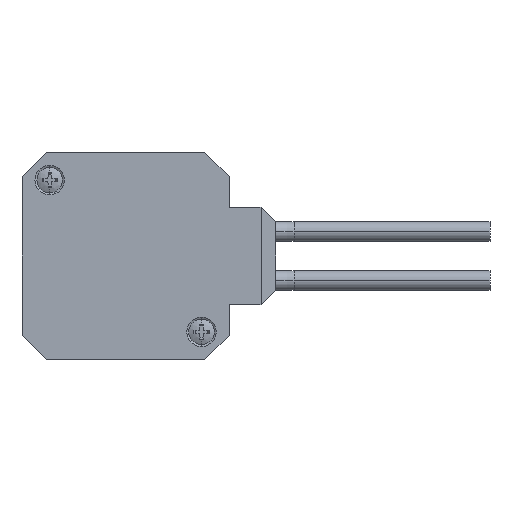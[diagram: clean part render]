
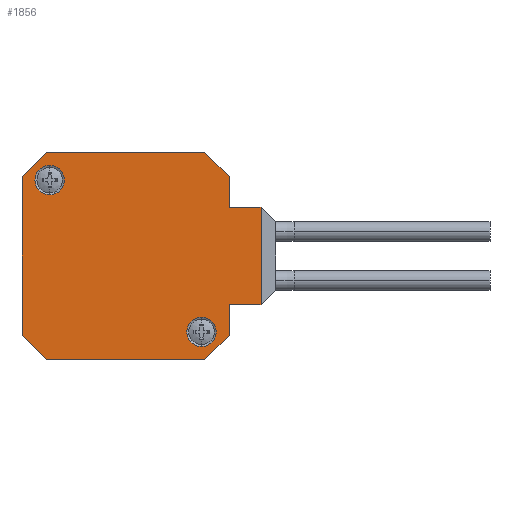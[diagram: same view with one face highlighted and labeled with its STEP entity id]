
A CAD part, left-side view. The second image highlights one B-rep face of the part: STEP entity #1856.
In plain terms, the highlighted planar face has unit normal (-1, 0, 0).
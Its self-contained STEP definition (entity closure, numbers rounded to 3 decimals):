
#7 = ORIENTED_EDGE ( 'NONE', *, *, #5201, .T. ) ;
#30 = LINE ( 'NONE', #3508, #3667 ) ;
#64 = CIRCLE ( 'NONE', #3488, 3. ) ;
#164 = LINE ( 'NONE', #3197, #1140 ) ;
#193 = EDGE_LOOP ( 'NONE', ( #1280, #1652, #2050, #5492, #891, #4950, #4208, #4955, #3919, #464, #2350, #7 ) ) ;
#233 = VERTEX_POINT ( 'NONE', #1622 ) ;
#236 = VERTEX_POINT ( 'NONE', #1144 ) ;
#246 = CARTESIAN_POINT ( 'NONE',  ( -70., 0., 0. ) ) ;
#286 = CARTESIAN_POINT ( 'NONE',  ( -70., 16.15, 21.15 ) ) ;
#408 = ORIENTED_EDGE ( 'NONE', *, *, #2054, .F. ) ;
#438 = LINE ( 'NONE', #3502, #5535 ) ;
#464 = ORIENTED_EDGE ( 'NONE', *, *, #1862, .T. ) ;
#481 = CARTESIAN_POINT ( 'NONE',  ( -70., 21.15, -16.15 ) ) ;
#512 = CARTESIAN_POINT ( 'NONE',  ( -70., 16.15, -21.15 ) ) ;
#515 = CARTESIAN_POINT ( 'NONE',  ( -70., -21.15, 16.15 ) ) ;
#580 = VERTEX_POINT ( 'NONE', #1241 ) ;
#606 = DIRECTION ( 'NONE',  ( 0., 0., 1. ) ) ;
#650 = VERTEX_POINT ( 'NONE', #1612 ) ;
#665 = CARTESIAN_POINT ( 'NONE',  ( -70., -15.5, -15.5 ) ) ;
#697 = VERTEX_POINT ( 'NONE', #3115 ) ;
#725 = CARTESIAN_POINT ( 'NONE',  ( -70., -27.65, -10. ) ) ;
#735 = DIRECTION ( 'NONE',  ( 0., 0., -1. ) ) ;
#736 = EDGE_CURVE ( 'NONE', #5303, #1212, #438, .T. ) ;
#851 = AXIS2_PLACEMENT_3D ( 'NONE', #2569, #4306, #4270 ) ;
#890 = VERTEX_POINT ( 'NONE', #4039 ) ;
#891 = ORIENTED_EDGE ( 'NONE', *, *, #2612, .T. ) ;
#908 = LINE ( 'NONE', #512, #2892 ) ;
#1042 = CARTESIAN_POINT ( 'NONE',  ( -70., -21.15, -16.15 ) ) ;
#1111 = FACE_BOUND ( 'NONE', #3876, .T. ) ;
#1140 = VECTOR ( 'NONE', #4859, 1000. ) ;
#1144 = CARTESIAN_POINT ( 'NONE',  ( -70., -21.15, -16.15 ) ) ;
#1212 = VERTEX_POINT ( 'NONE', #4928 ) ;
#1241 = CARTESIAN_POINT ( 'NONE',  ( -70., 15.5, 18.5 ) ) ;
#1280 = ORIENTED_EDGE ( 'NONE', *, *, #3431, .F. ) ;
#1365 = EDGE_CURVE ( 'NONE', #697, #890, #2462, .T. ) ;
#1369 = CARTESIAN_POINT ( 'NONE',  ( -70., -21.15, -10. ) ) ;
#1411 = CIRCLE ( 'NONE', #4030, 3. ) ;
#1535 = AXIS2_PLACEMENT_3D ( 'NONE', #246, #2895, #735 ) ;
#1558 = VERTEX_POINT ( 'NONE', #515 ) ;
#1608 = VERTEX_POINT ( 'NONE', #4532 ) ;
#1612 = CARTESIAN_POINT ( 'NONE',  ( -70., -15.5, -12.5 ) ) ;
#1622 = CARTESIAN_POINT ( 'NONE',  ( -70., 21.15, 16.15 ) ) ;
#1636 = EDGE_LOOP ( 'NONE', ( #3987, #2965 ) ) ;
#1642 = CARTESIAN_POINT ( 'NONE',  ( -70., -30.65, -10. ) ) ;
#1652 = ORIENTED_EDGE ( 'NONE', *, *, #4211, .T. ) ;
#1716 = LINE ( 'NONE', #4715, #2945 ) ;
#1809 = AXIS2_PLACEMENT_3D ( 'NONE', #2415, #1874, #2885 ) ;
#1856 = ADVANCED_FACE ( 'NONE', ( #4978, #1111, #2833 ), #4561, .F. ) ;
#1862 = EDGE_CURVE ( 'NONE', #1608, #2326, #3844, .T. ) ;
#1874 = DIRECTION ( 'NONE',  ( -1., 0., 0. ) ) ;
#1903 = VECTOR ( 'NONE', #3005, 1000. ) ;
#1974 = VERTEX_POINT ( 'NONE', #725 ) ;
#2050 = ORIENTED_EDGE ( 'NONE', *, *, #736, .T. ) ;
#2054 = EDGE_CURVE ( 'NONE', #580, #5261, #3523, .T. ) ;
#2172 = DIRECTION ( 'NONE',  ( 0., -0.707, -0.707 ) ) ;
#2186 = CARTESIAN_POINT ( 'NONE',  ( -70., -16.15, -21.15 ) ) ;
#2206 = DIRECTION ( 'NONE',  ( -1., 0., 0. ) ) ;
#2239 = LINE ( 'NONE', #481, #4534 ) ;
#2261 = DIRECTION ( 'NONE',  ( 0., 0., -1. ) ) ;
#2326 = VERTEX_POINT ( 'NONE', #2186 ) ;
#2350 = ORIENTED_EDGE ( 'NONE', *, *, #5035, .T. ) ;
#2392 = DIRECTION ( 'NONE',  ( 0., 0., 1. ) ) ;
#2415 = CARTESIAN_POINT ( 'NONE',  ( -70., 15.5, 15.5 ) ) ;
#2462 = LINE ( 'NONE', #286, #3366 ) ;
#2464 = DIRECTION ( 'NONE',  ( 0., 0.707, 0.707 ) ) ;
#2525 = EDGE_CURVE ( 'NONE', #890, #233, #3822, .T. ) ;
#2569 = CARTESIAN_POINT ( 'NONE',  ( -70., 15.5, 15.5 ) ) ;
#2612 = EDGE_CURVE ( 'NONE', #1558, #697, #3422, .T. ) ;
#2660 = CIRCLE ( 'NONE', #851, 3. ) ;
#2675 = VERTEX_POINT ( 'NONE', #1369 ) ;
#2704 = EDGE_CURVE ( 'NONE', #233, #3434, #2239, .T. ) ;
#2789 = VERTEX_POINT ( 'NONE', #5340 ) ;
#2833 = FACE_OUTER_BOUND ( 'NONE', #193, .T. ) ;
#2885 = DIRECTION ( 'NONE',  ( 0., 0., 1. ) ) ;
#2892 = VECTOR ( 'NONE', #2172, 1000. ) ;
#2895 = DIRECTION ( 'NONE',  ( 1., 0., 0. ) ) ;
#2911 = ORIENTED_EDGE ( 'NONE', *, *, #3881, .F. ) ;
#2945 = VECTOR ( 'NONE', #3389, 1000. ) ;
#2965 = ORIENTED_EDGE ( 'NONE', *, *, #3105, .F. ) ;
#3005 = DIRECTION ( 'NONE',  ( 0., -1., 0. ) ) ;
#3105 = EDGE_CURVE ( 'NONE', #2789, #650, #64, .T. ) ;
#3115 = CARTESIAN_POINT ( 'NONE',  ( -70., -16.15, 21.15 ) ) ;
#3116 = EDGE_CURVE ( 'NONE', #3434, #1608, #908, .T. ) ;
#3127 = CARTESIAN_POINT ( 'NONE',  ( -70., -15.5, -15.5 ) ) ;
#3197 = CARTESIAN_POINT ( 'NONE',  ( -70., -21.15, -16.15 ) ) ;
#3277 = DIRECTION ( 'NONE',  ( -1., 0., 0. ) ) ;
#3308 = CARTESIAN_POINT ( 'NONE',  ( -70., 15.5, 12.5 ) ) ;
#3312 = DIRECTION ( 'NONE',  ( 0., 1., 0. ) ) ;
#3363 = CARTESIAN_POINT ( 'NONE',  ( -70., 21.15, -16.15 ) ) ;
#3366 = VECTOR ( 'NONE', #3711, 1000. ) ;
#3386 = VECTOR ( 'NONE', #606, 1000. ) ;
#3389 = DIRECTION ( 'NONE',  ( 0., 0., 1. ) ) ;
#3422 = LINE ( 'NONE', #5123, #4254 ) ;
#3431 = EDGE_CURVE ( 'NONE', #1974, #2675, #5496, .T. ) ;
#3434 = VERTEX_POINT ( 'NONE', #3363 ) ;
#3488 = AXIS2_PLACEMENT_3D ( 'NONE', #3127, #2206, #4840 ) ;
#3502 = CARTESIAN_POINT ( 'NONE',  ( -70., -30.65, 10. ) ) ;
#3508 = CARTESIAN_POINT ( 'NONE',  ( -70., -16.15, -21.15 ) ) ;
#3523 = CIRCLE ( 'NONE', #1809, 3. ) ;
#3584 = LINE ( 'NONE', #1042, #3386 ) ;
#3667 = VECTOR ( 'NONE', #5560, 1000. ) ;
#3704 = VECTOR ( 'NONE', #4251, 1000. ) ;
#3711 = DIRECTION ( 'NONE',  ( 0., 1., 0. ) ) ;
#3822 = LINE ( 'NONE', #4673, #3704 ) ;
#3844 = LINE ( 'NONE', #3903, #1903 ) ;
#3876 = EDGE_LOOP ( 'NONE', ( #408, #2911 ) ) ;
#3881 = EDGE_CURVE ( 'NONE', #5261, #580, #2660, .T. ) ;
#3903 = CARTESIAN_POINT ( 'NONE',  ( -70., 16.15, -21.15 ) ) ;
#3919 = ORIENTED_EDGE ( 'NONE', *, *, #3116, .T. ) ;
#3987 = ORIENTED_EDGE ( 'NONE', *, *, #5361, .F. ) ;
#4030 = AXIS2_PLACEMENT_3D ( 'NONE', #665, #3277, #2392 ) ;
#4039 = CARTESIAN_POINT ( 'NONE',  ( -70., 16.15, 21.15 ) ) ;
#4045 = VECTOR ( 'NONE', #3312, 1000. ) ;
#4208 = ORIENTED_EDGE ( 'NONE', *, *, #2525, .T. ) ;
#4211 = EDGE_CURVE ( 'NONE', #1974, #5303, #1716, .T. ) ;
#4251 = DIRECTION ( 'NONE',  ( 0., 0.707, -0.707 ) ) ;
#4254 = VECTOR ( 'NONE', #2464, 1000. ) ;
#4270 = DIRECTION ( 'NONE',  ( 0., 0., 1. ) ) ;
#4306 = DIRECTION ( 'NONE',  ( -1., 0., 0. ) ) ;
#4445 = EDGE_CURVE ( 'NONE', #1212, #1558, #3584, .T. ) ;
#4532 = CARTESIAN_POINT ( 'NONE',  ( -70., 16.15, -21.15 ) ) ;
#4534 = VECTOR ( 'NONE', #2261, 1000. ) ;
#4561 = PLANE ( 'NONE',  #1535 ) ;
#4673 = CARTESIAN_POINT ( 'NONE',  ( -70., 21.15, 16.15 ) ) ;
#4715 = CARTESIAN_POINT ( 'NONE',  ( -70., -27.65, 7. ) ) ;
#4840 = DIRECTION ( 'NONE',  ( 0., 0., 1. ) ) ;
#4853 = DIRECTION ( 'NONE',  ( 0., 1., 0. ) ) ;
#4859 = DIRECTION ( 'NONE',  ( 0., 0., 1. ) ) ;
#4928 = CARTESIAN_POINT ( 'NONE',  ( -70., -21.15, 10. ) ) ;
#4950 = ORIENTED_EDGE ( 'NONE', *, *, #1365, .T. ) ;
#4955 = ORIENTED_EDGE ( 'NONE', *, *, #2704, .T. ) ;
#4978 = FACE_BOUND ( 'NONE', #1636, .T. ) ;
#5035 = EDGE_CURVE ( 'NONE', #2326, #236, #30, .T. ) ;
#5055 = CARTESIAN_POINT ( 'NONE',  ( -70., -27.65, 10. ) ) ;
#5123 = CARTESIAN_POINT ( 'NONE',  ( -70., -21.15, 16.15 ) ) ;
#5201 = EDGE_CURVE ( 'NONE', #236, #2675, #164, .T. ) ;
#5261 = VERTEX_POINT ( 'NONE', #3308 ) ;
#5303 = VERTEX_POINT ( 'NONE', #5055 ) ;
#5340 = CARTESIAN_POINT ( 'NONE',  ( -70., -15.5, -18.5 ) ) ;
#5361 = EDGE_CURVE ( 'NONE', #650, #2789, #1411, .T. ) ;
#5492 = ORIENTED_EDGE ( 'NONE', *, *, #4445, .T. ) ;
#5496 = LINE ( 'NONE', #1642, #4045 ) ;
#5535 = VECTOR ( 'NONE', #4853, 1000. ) ;
#5560 = DIRECTION ( 'NONE',  ( 0., -0.707, 0.707 ) ) ;
